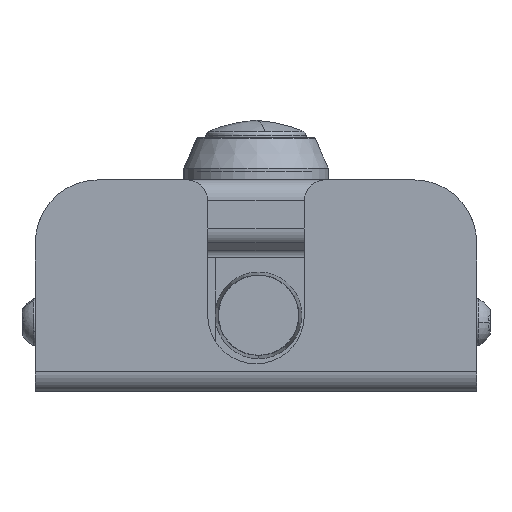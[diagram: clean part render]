
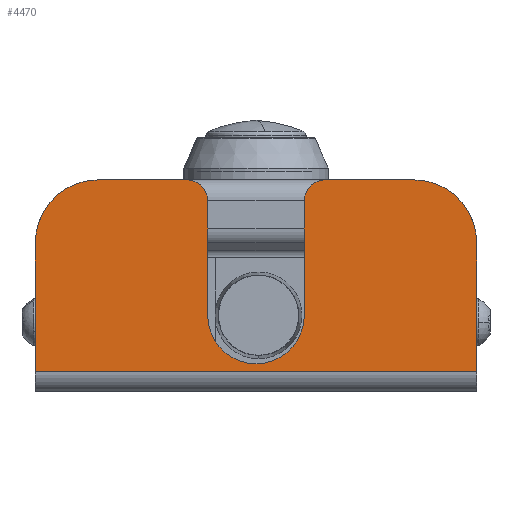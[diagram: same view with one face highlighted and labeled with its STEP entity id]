
A CAD part, front view. The second image highlights one B-rep face of the part: STEP entity #4470.
In plain terms, the highlighted planar face has unit normal (0, -1, 0).
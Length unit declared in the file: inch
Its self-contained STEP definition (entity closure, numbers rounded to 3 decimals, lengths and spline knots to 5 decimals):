
#14 = ORIENTED_EDGE ( 'NONE', *, *, #7477, .F. ) ;
#250 = DIRECTION ( 'NONE',  ( 0., -1., 0. ) ) ;
#712 = EDGE_CURVE ( 'NONE', #8452, #10001, #23106, .T. ) ;
#785 = ORIENTED_EDGE ( 'NONE', *, *, #21466, .F. ) ;
#1009 = CIRCLE ( 'NONE', #10444, 0.1 ) ;
#1232 = VECTOR ( 'NONE', #1390, 39.37008 ) ;
#1390 = DIRECTION ( 'NONE',  ( 0., 0., 1. ) ) ;
#1422 = VERTEX_POINT ( 'NONE', #6112 ) ;
#1640 = CARTESIAN_POINT ( 'NONE',  ( -0.23, -3.933, -0.315 ) ) ;
#2654 = VERTEX_POINT ( 'NONE', #17973 ) ;
#2978 = EDGE_CURVE ( 'NONE', #14610, #9231, #21800, .T. ) ;
#3186 = VECTOR ( 'NONE', #11022, 39.37008 ) ;
#3614 = CARTESIAN_POINT ( 'NONE',  ( -1.05, -3.933, -0.96 ) ) ;
#4069 = EDGE_LOOP ( 'NONE', ( #15806, #17830, #6784, #9183, #785, #14, #10418, #6907, #7647, #15287, #18975, #12550 ) ) ;
#4362 = CARTESIAN_POINT ( 'NONE',  ( -1.05, -3.933, 0. ) ) ;
#4470 = ADVANCED_FACE ( 'NONE', ( #12461 ), #6725, .F. ) ;
#4994 = CARTESIAN_POINT ( 'NONE',  ( -0.33, -3.933, -0.86 ) ) ;
#5081 = DIRECTION ( 'NONE',  ( 0., -1., 0. ) ) ;
#5146 = VERTEX_POINT ( 'NONE', #15053 ) ;
#5903 = CARTESIAN_POINT ( 'NONE',  ( 0., -3.933, -0.315 ) ) ;
#6038 = DIRECTION ( 'NONE',  ( 0., 0., 1. ) ) ;
#6112 = CARTESIAN_POINT ( 'NONE',  ( 1.05, -3.933, -0.66 ) ) ;
#6443 = CARTESIAN_POINT ( 'NONE',  ( -0.23, -3.933, -0.86 ) ) ;
#6725 = PLANE ( 'NONE',  #22365 ) ;
#6784 = ORIENTED_EDGE ( 'NONE', *, *, #8893, .F. ) ;
#6907 = ORIENTED_EDGE ( 'NONE', *, *, #2978, .T. ) ;
#7477 = EDGE_CURVE ( 'NONE', #5146, #19989, #8891, .T. ) ;
#7631 = EDGE_CURVE ( 'NONE', #14610, #5146, #10108, .T. ) ;
#7647 = ORIENTED_EDGE ( 'NONE', *, *, #13448, .F. ) ;
#7698 = CARTESIAN_POINT ( 'NONE',  ( 0.33, -3.933, -0.86 ) ) ;
#7707 = VERTEX_POINT ( 'NONE', #6443 ) ;
#8023 = DIRECTION ( 'NONE',  ( 0., 0., 1. ) ) ;
#8452 = VERTEX_POINT ( 'NONE', #14994 ) ;
#8891 = LINE ( 'NONE', #22869, #16113 ) ;
#8893 = EDGE_CURVE ( 'NONE', #2654, #24490, #19086, .T. ) ;
#8957 = EDGE_CURVE ( 'NONE', #19166, #24490, #1009, .T. ) ;
#9183 = ORIENTED_EDGE ( 'NONE', *, *, #9225, .T. ) ;
#9225 = EDGE_CURVE ( 'NONE', #2654, #1422, #16351, .T. ) ;
#9231 = VERTEX_POINT ( 'NONE', #18214 ) ;
#9239 = CARTESIAN_POINT ( 'NONE',  ( 1.05, -3.933, -0.048 ) ) ;
#9264 = AXIS2_PLACEMENT_3D ( 'NONE', #23400, #23312, #9682 ) ;
#9584 = DIRECTION ( 'NONE',  ( 0., -1., 0. ) ) ;
#9682 = DIRECTION ( 'NONE',  ( 0., 0., 1. ) ) ;
#9707 = CARTESIAN_POINT ( 'NONE',  ( 0.23, -3.933, -0.86 ) ) ;
#9778 = LINE ( 'NONE', #24331, #3186 ) ;
#10001 = VERTEX_POINT ( 'NONE', #24595 ) ;
#10108 = LINE ( 'NONE', #4362, #24873 ) ;
#10418 = ORIENTED_EDGE ( 'NONE', *, *, #7631, .F. ) ;
#10444 = AXIS2_PLACEMENT_3D ( 'NONE', #7698, #250, #6038 ) ;
#10490 = DIRECTION ( 'NONE',  ( 0., 0., 1. ) ) ;
#10865 = VECTOR ( 'NONE', #15176, 39.37008 ) ;
#11022 = DIRECTION ( 'NONE',  ( 0., 0., -1. ) ) ;
#11033 = EDGE_CURVE ( 'NONE', #19166, #8452, #23191, .T. ) ;
#11596 = AXIS2_PLACEMENT_3D ( 'NONE', #4994, #5081, #14574 ) ;
#12461 = FACE_OUTER_BOUND ( 'NONE', #4069, .T. ) ;
#12537 = LINE ( 'NONE', #1640, #24598 ) ;
#12550 = ORIENTED_EDGE ( 'NONE', *, *, #712, .F. ) ;
#13288 = CARTESIAN_POINT ( 'NONE',  ( -1.05, -3.933, -0.66 ) ) ;
#13354 = DIRECTION ( 'NONE',  ( 1., 0., 0. ) ) ;
#13448 = EDGE_CURVE ( 'NONE', #15379, #9231, #13581, .T. ) ;
#13581 = LINE ( 'NONE', #3614, #10865 ) ;
#13970 = VECTOR ( 'NONE', #24898, 39.37008 ) ;
#14185 = CARTESIAN_POINT ( 'NONE',  ( -0.33, -3.933, -0.96 ) ) ;
#14574 = DIRECTION ( 'NONE',  ( 0., 0., 1. ) ) ;
#14610 = VERTEX_POINT ( 'NONE', #13288 ) ;
#14994 = CARTESIAN_POINT ( 'NONE',  ( 0.23, -3.933, -0.315 ) ) ;
#15020 = CARTESIAN_POINT ( 'NONE',  ( -1.05, -3.933, -0.96 ) ) ;
#15053 = CARTESIAN_POINT ( 'NONE',  ( -1.05, -3.933, -0.048 ) ) ;
#15176 = DIRECTION ( 'NONE',  ( -1., 0., 0. ) ) ;
#15211 = DIRECTION ( 'NONE',  ( 0., 0., -1. ) ) ;
#15275 = AXIS2_PLACEMENT_3D ( 'NONE', #5903, #9584, #15211 ) ;
#15287 = ORIENTED_EDGE ( 'NONE', *, *, #16306, .T. ) ;
#15379 = VERTEX_POINT ( 'NONE', #14185 ) ;
#15806 = ORIENTED_EDGE ( 'NONE', *, *, #11033, .F. ) ;
#16113 = VECTOR ( 'NONE', #13354, 39.37008 ) ;
#16237 = AXIS2_PLACEMENT_3D ( 'NONE', #18466, #16449, #10490 ) ;
#16306 = EDGE_CURVE ( 'NONE', #15379, #7707, #24912, .T. ) ;
#16351 = CIRCLE ( 'NONE', #16237, 0.3 ) ;
#16449 = DIRECTION ( 'NONE',  ( 0., -1., 0. ) ) ;
#17830 = ORIENTED_EDGE ( 'NONE', *, *, #8957, .T. ) ;
#17973 = CARTESIAN_POINT ( 'NONE',  ( 0.75, -3.933, -0.96 ) ) ;
#18009 = CARTESIAN_POINT ( 'NONE',  ( 0.33, -3.933, -0.96 ) ) ;
#18214 = CARTESIAN_POINT ( 'NONE',  ( -0.75, -3.933, -0.96 ) ) ;
#18332 = CARTESIAN_POINT ( 'NONE',  ( 0., -3.933, 0. ) ) ;
#18466 = CARTESIAN_POINT ( 'NONE',  ( 0.75, -3.933, -0.66 ) ) ;
#18975 = ORIENTED_EDGE ( 'NONE', *, *, #20631, .F. ) ;
#19086 = LINE ( 'NONE', #15020, #13970 ) ;
#19166 = VERTEX_POINT ( 'NONE', #9707 ) ;
#19989 = VERTEX_POINT ( 'NONE', #9239 ) ;
#20199 = DIRECTION ( 'NONE',  ( 0., 0., -1. ) ) ;
#20631 = EDGE_CURVE ( 'NONE', #10001, #7707, #12537, .T. ) ;
#21466 = EDGE_CURVE ( 'NONE', #19989, #1422, #9778, .T. ) ;
#21800 = CIRCLE ( 'NONE', #9264, 0.3 ) ;
#22365 = AXIS2_PLACEMENT_3D ( 'NONE', #18332, #23913, #20199 ) ;
#22869 = CARTESIAN_POINT ( 'NONE',  ( 1.05, -3.933, -0.048 ) ) ;
#23106 = CIRCLE ( 'NONE', #15275, 0.23 ) ;
#23191 = LINE ( 'NONE', #24449, #1232 ) ;
#23312 = DIRECTION ( 'NONE',  ( 0., -1., 0. ) ) ;
#23400 = CARTESIAN_POINT ( 'NONE',  ( -0.75, -3.933, -0.66 ) ) ;
#23913 = DIRECTION ( 'NONE',  ( 0., 1., 0. ) ) ;
#24331 = CARTESIAN_POINT ( 'NONE',  ( 1.05, -3.933, -0.96 ) ) ;
#24449 = CARTESIAN_POINT ( 'NONE',  ( 0.23, -3.933, -0.96 ) ) ;
#24490 = VERTEX_POINT ( 'NONE', #18009 ) ;
#24595 = CARTESIAN_POINT ( 'NONE',  ( -0.23, -3.933, -0.315 ) ) ;
#24598 = VECTOR ( 'NONE', #24850, 39.37008 ) ;
#24850 = DIRECTION ( 'NONE',  ( 0., 0., -1. ) ) ;
#24873 = VECTOR ( 'NONE', #8023, 39.37008 ) ;
#24898 = DIRECTION ( 'NONE',  ( -1., 0., 0. ) ) ;
#24912 = CIRCLE ( 'NONE', #11596, 0.1 ) ;
